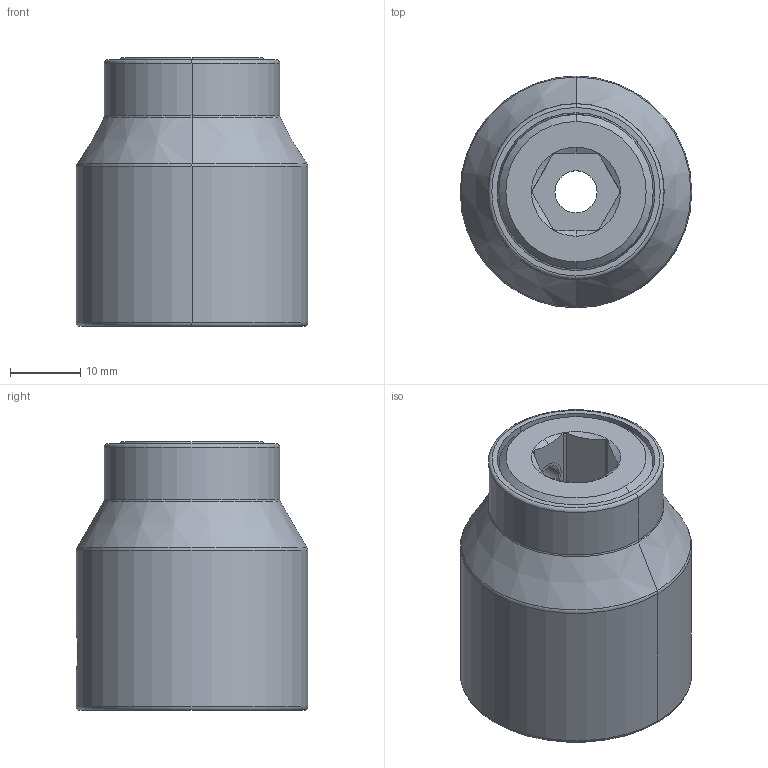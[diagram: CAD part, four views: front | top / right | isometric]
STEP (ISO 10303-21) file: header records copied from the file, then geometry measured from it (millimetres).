
FILE_DESCRIPTION((''),'2;1');
FILE_NAME('4027133515_ASM','2023-09-01T09:37:42',('a00565553'),(''),'CREO PARAMETRIC BY PTC INC, 2022414','CREO PARAMETRIC BY PTC INC, 2022414','');
FILE_SCHEMA(('CONFIG_CONTROL_DESIGN','GEOMETRIC_VALIDATION_PROPERTIES_MIM'));
Length unit declared in the file: millimetre
Products named in the file (3): 4027133510; 4027299475; 4027133515_ASM
Assembly tree (2 placements, depth 2):
  4027133515_ASM
    4027133510
    4027299475
Bounding box: 33 x 33 x 38.3 mm (x, y, z)
Volume: 21339.7 mm3; surface area: 13347.9 mm2
Topology: 2 solids, 3 shells, 87 faces, 227 edges, 140 vertices
Faces by surface type: cylinder 39, plane 21, cone 14, torus 13
Entity records: 3927 total; most frequent: CARTESIAN_POINT 868, DIRECTION 454, ORIENTED_EDGE 448, PRESENTATION_STYLE_ASSIGNMENT 230, STYLED_ITEM 230, CURVE_STYLE 227, EDGE_CURVE 227, AXIS2_PLACEMENT_3D 187
